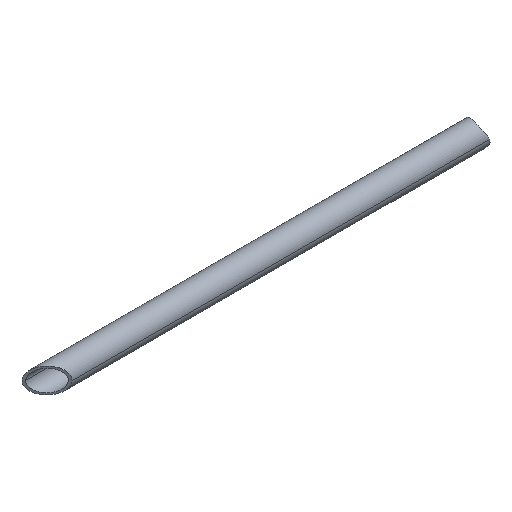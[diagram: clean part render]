
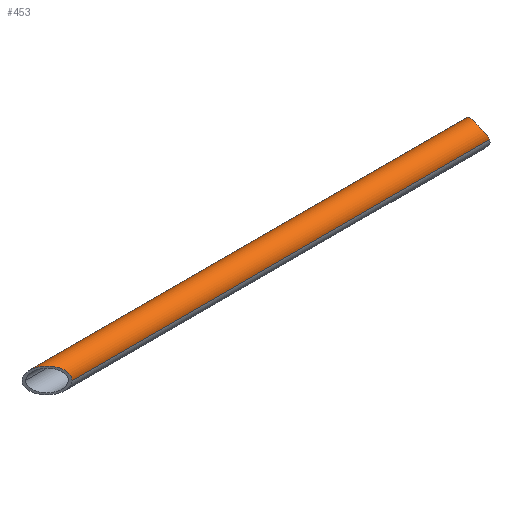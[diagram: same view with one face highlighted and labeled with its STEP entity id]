
A CAD part, isometric view. The second image highlights one B-rep face of the part: STEP entity #453.
In plain terms, the highlighted cylindrical face has radius 10 mm (diameter 20 mm), a partial arc.
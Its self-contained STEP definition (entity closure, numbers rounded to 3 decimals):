
#91=CARTESIAN_POINT('Vertex',(-2270.89,293.945,107.621)) ;
#93=CARTESIAN_POINT('Vertex',(-2290.89,313.945,107.621)) ;
#97=CARTESIAN_POINT('Control Point',(-2290.89,313.945,107.621)) ;
#98=CARTESIAN_POINT('Control Point',(-2290.89,313.945,108.258)) ;
#99=CARTESIAN_POINT('Control Point',(-2290.839,313.894,108.894)) ;
#100=CARTESIAN_POINT('Control Point',(-2290.738,313.793,109.519)) ;
#101=CARTESIAN_POINT('Control Point',(-2290.472,313.527,110.612)) ;
#102=CARTESIAN_POINT('Control Point',(-2290.075,313.13,111.619)) ;
#103=CARTESIAN_POINT('Control Point',(-2289.874,312.929,112.049)) ;
#104=CARTESIAN_POINT('Control Point',(-2289.264,312.319,113.182)) ;
#105=CARTESIAN_POINT('Control Point',(-2288.522,311.577,114.151)) ;
#106=CARTESIAN_POINT('Control Point',(-2288.007,311.062,114.703)) ;
#107=CARTESIAN_POINT('Control Point',(-2287.029,310.084,115.58)) ;
#108=CARTESIAN_POINT('Control Point',(-2285.975,309.03,116.258)) ;
#109=CARTESIAN_POINT('Control Point',(-2285.496,308.551,116.522)) ;
#110=CARTESIAN_POINT('Control Point',(-2284.163,307.218,117.143)) ;
#111=CARTESIAN_POINT('Control Point',(-2282.78,305.835,117.502)) ;
#112=CARTESIAN_POINT('Control Point',(-2281.894,304.949,117.63)) ;
#113=CARTESIAN_POINT('Control Point',(-2280.193,303.248,117.687)) ;
#114=CARTESIAN_POINT('Control Point',(-2278.506,301.561,117.384)) ;
#115=CARTESIAN_POINT('Control Point',(-2277.71,300.765,117.157)) ;
#116=CARTESIAN_POINT('Control Point',(-2276.104,299.159,116.512)) ;
#117=CARTESIAN_POINT('Control Point',(-2274.602,297.657,115.482)) ;
#118=CARTESIAN_POINT('Control Point',(-2273.867,296.922,114.843)) ;
#119=CARTESIAN_POINT('Control Point',(-2272.864,295.919,113.724)) ;
#120=CARTESIAN_POINT('Control Point',(-2272.053,295.108,112.346)) ;
#121=CARTESIAN_POINT('Control Point',(-2271.814,294.869,111.871)) ;
#122=CARTESIAN_POINT('Control Point',(-2271.419,294.474,110.934)) ;
#123=CARTESIAN_POINT('Control Point',(-2271.139,294.194,109.919)) ;
#124=CARTESIAN_POINT('Control Point',(-2271.036,294.091,109.432)) ;
#125=CARTESIAN_POINT('Control Point',(-2270.94,293.995,108.774)) ;
#126=CARTESIAN_POINT('Control Point',(-2270.9,293.955,108.108)) ;
#127=CARTESIAN_POINT('Control Point',(-2270.893,293.948,107.946)) ;
#128=CARTESIAN_POINT('Control Point',(-2270.89,293.945,107.783)) ;
#129=CARTESIAN_POINT('Control Point',(-2270.89,293.945,107.621)) ;
#342=CARTESIAN_POINT('Vertex',(-1938.068,313.945,107.621)) ;
#346=CARTESIAN_POINT('Control Point',(-1938.068,313.945,107.621)) ;
#347=CARTESIAN_POINT('Control Point',(-1937.685,313.945,108.429)) ;
#348=CARTESIAN_POINT('Control Point',(-1937.34,313.863,109.255)) ;
#349=CARTESIAN_POINT('Control Point',(-1937.055,313.694,110.101)) ;
#350=CARTESIAN_POINT('Control Point',(-1936.813,313.279,111.372)) ;
#351=CARTESIAN_POINT('Control Point',(-1936.849,312.657,112.56)) ;
#352=CARTESIAN_POINT('Control Point',(-1936.892,312.43,112.94)) ;
#353=CARTESIAN_POINT('Control Point',(-1937.139,311.558,114.233)) ;
#354=CARTESIAN_POINT('Control Point',(-1937.661,310.484,115.3)) ;
#355=CARTESIAN_POINT('Control Point',(-1938.096,309.644,115.937)) ;
#356=CARTESIAN_POINT('Control Point',(-1938.825,308.164,116.791)) ;
#357=CARTESIAN_POINT('Control Point',(-1939.505,306.526,117.316)) ;
#358=CARTESIAN_POINT('Control Point',(-1939.753,305.872,117.469)) ;
#359=CARTESIAN_POINT('Control Point',(-1940.237,304.422,117.678)) ;
#360=CARTESIAN_POINT('Control Point',(-1940.584,302.917,117.617)) ;
#361=CARTESIAN_POINT('Control Point',(-1940.719,302.104,117.502)) ;
#362=CARTESIAN_POINT('Control Point',(-1940.842,300.806,117.176)) ;
#363=CARTESIAN_POINT('Control Point',(-1940.804,299.581,116.64)) ;
#364=CARTESIAN_POINT('Control Point',(-1940.766,299.127,116.406)) ;
#365=CARTESIAN_POINT('Control Point',(-1940.704,298.692,116.145)) ;
#366=CARTESIAN_POINT('Control Point',(-1940.622,298.277,115.86)) ;
#367=CARTESIAN_POINT('Vertex',(-1940.622,298.277,115.86)) ;
#390=CARTESIAN_POINT('Control Point',(-1936.958,293.945,107.621)) ;
#391=CARTESIAN_POINT('Control Point',(-1937.388,293.945,108.759)) ;
#392=CARTESIAN_POINT('Control Point',(-1937.913,294.107,109.862)) ;
#393=CARTESIAN_POINT('Control Point',(-1938.444,294.409,110.924)) ;
#394=CARTESIAN_POINT('Control Point',(-1939.318,295.175,112.669)) ;
#395=CARTESIAN_POINT('Control Point',(-1940.028,296.37,114.226)) ;
#396=CARTESIAN_POINT('Control Point',(-1940.282,296.939,114.83)) ;
#397=CARTESIAN_POINT('Control Point',(-1940.482,297.578,115.379)) ;
#398=CARTESIAN_POINT('Control Point',(-1940.622,298.277,115.86)) ;
#399=CARTESIAN_POINT('Vertex',(-1936.958,293.945,107.621)) ;
#431=CARTESIAN_POINT('Axis2P3D Location',(-2105.,303.945,107.621)) ;
#436=CARTESIAN_POINT('Line Origine',(-2198.5,293.945,107.621)) ;
#441=CARTESIAN_POINT('Line Origine',(-2198.5,313.945,107.621)) ;
#432=DIRECTION('Axis2P3D Direction',(1.,-0.,0.)) ;
#433=DIRECTION('Axis2P3D XDirection',(0.,1.,0.)) ;
#437=DIRECTION('Vector Direction',(1.,0.,0.)) ;
#442=DIRECTION('Vector Direction',(1.,0.,0.)) ;
#434=AXIS2_PLACEMENT_3D('Cylinder Axis2P3D',#431,#432,#433) ;
#447=ORIENTED_EDGE('',*,*,#130,.T.) ;
#448=ORIENTED_EDGE('',*,*,#440,.T.) ;
#449=ORIENTED_EDGE('',*,*,#401,.T.) ;
#450=ORIENTED_EDGE('',*,*,#369,.F.) ;
#451=ORIENTED_EDGE('',*,*,#445,.F.) ;
#438=VECTOR('Line Direction',#437,1.) ;
#443=VECTOR('Line Direction',#442,1.) ;
#453=ADVANCED_FACE('Corps principal',(#452),#435,.T.) ;
#96=B_SPLINE_CURVE_WITH_KNOTS('',5,(#97,#98,#99,#100,#101,#102,#103,#104,#105,#106,#107,#108,#109,#110,#111,#112,#113,#114,#115,#116,#117,#118,#119,#120,#121,#122,#123,#124,#125,#126,#127,#128,#129),.UNSPECIFIED.,.F.,.U.,(6,3,3,3,3,3,3,3,3,3,6),(0.,4.501,8.131,14.545,19.683,28.556,36.644,45.188,49.293,52.872,54.019),.UNSPECIFIED.) ;
#345=B_SPLINE_CURVE_WITH_KNOTS('',5,(#346,#347,#348,#349,#350,#351,#352,#353,#354,#355,#356,#357,#358,#359,#360,#361,#362,#363,#364,#365,#366),.UNSPECIFIED.,.F.,.U.,(6,3,3,3,3,3,6),(0.,6.325,9.455,17.455,22.495,28.32,31.925),.UNSPECIFIED.) ;
#389=B_SPLINE_CURVE_WITH_KNOTS('',5,(#390,#391,#392,#393,#394,#395,#396,#397,#398),.UNSPECIFIED.,.F.,.U.,(6,3,6),(0.,8.604,14.683),.UNSPECIFIED.) ;
#435=CYLINDRICAL_SURFACE('generated cylinder',#434,10.) ;
#130=EDGE_CURVE('',#94,#92,#96,.T.) ;
#369=EDGE_CURVE('',#343,#368,#345,.T.) ;
#401=EDGE_CURVE('',#400,#368,#389,.T.) ;
#440=EDGE_CURVE('',#92,#400,#439,.T.) ;
#445=EDGE_CURVE('',#94,#343,#444,.T.) ;
#446=EDGE_LOOP('',(#447,#448,#449,#450,#451)) ;
#452=FACE_OUTER_BOUND('',#446,.T.) ;
#439=LINE('Line',#436,#438) ;
#444=LINE('Line',#441,#443) ;
#92=VERTEX_POINT('',#91) ;
#94=VERTEX_POINT('',#93) ;
#343=VERTEX_POINT('',#342) ;
#368=VERTEX_POINT('',#367) ;
#400=VERTEX_POINT('',#399) ;
